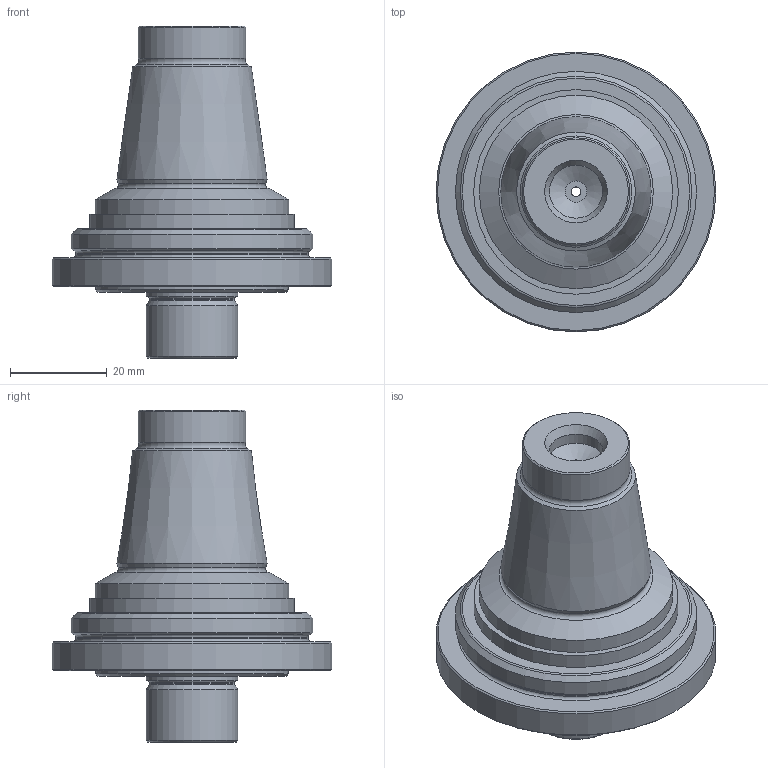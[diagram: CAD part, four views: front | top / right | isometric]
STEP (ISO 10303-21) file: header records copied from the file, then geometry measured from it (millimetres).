
FILE_DESCRIPTION(/* description */ (''),/* implementation_level */ '2;1');
FILE_NAME(/* name */ '804032165.stp',/* time_stamp */ '2023-03-17T19:54:42',/* author */ ('RJE'),/* organization */ ('REGO-FIX'),/* preprocessor_version */ ' Unknown',/* originating_system */ 'SIEMENS PLM Software Solid Edge ST10',/* authorization */ 'Unknown');
FILE_SCHEMA (('AUTOMOTIVE_DESIGN { 1 0 10303 214 2 1 1}'));
Length unit declared in the file: millimetre
Products named in the file (1): 0028434
Bounding box: 58 x 58 x 68.8 mm (x, y, z)
Volume: 58239.4 mm3; surface area: 12869.4 mm2
Topology: 1 solids, 1 shells, 47 faces, 87 edges, 47 vertices
Faces by surface type: cone 18, cylinder 14, torus 8, plane 7
Full cylindrical faces by diameter (mm): 2 x1, 4.459 x1, 10.5 x1, 11 x1, 17.7 x1, 19 x2, 22.3 x1, 40 x1, 40.08 x1, 42.4 x1, 48.1 x1, 50 x1, 58 x1
Entity records: 1315 total; most frequent: DIRECTION 196, CARTESIAN_POINT 145, AXIS2_PLACEMENT_3D 98, ORIENTED_EDGE 94, EDGE_LOOP 94, FACE_BOUND 94, EDGE_CURVE 47, VERTEX_POINT 47
